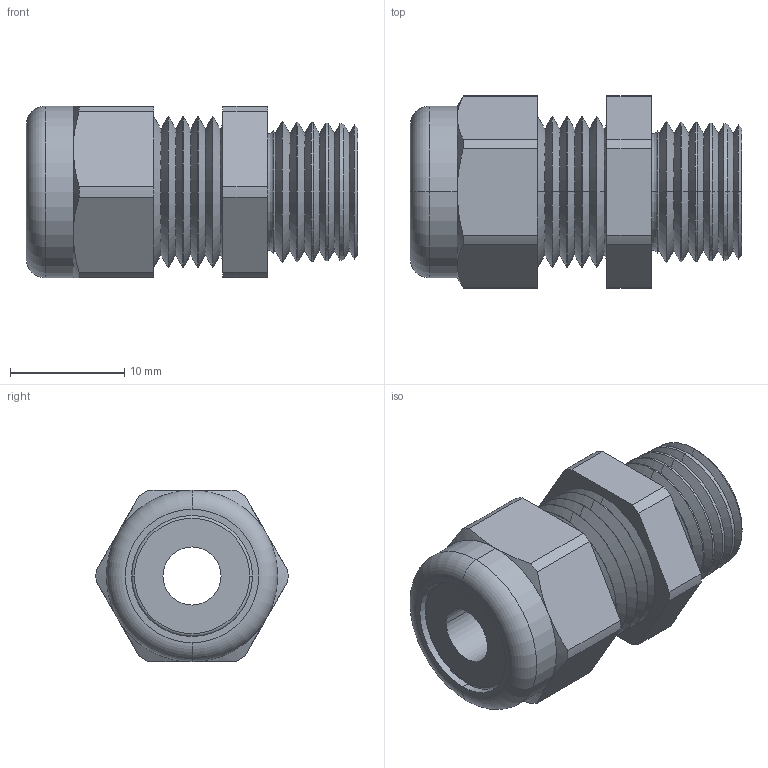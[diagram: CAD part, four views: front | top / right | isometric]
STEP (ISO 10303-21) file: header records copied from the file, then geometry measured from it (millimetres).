
FILE_DESCRIPTION (( 'STEP AP203' ), '1' );
FILE_NAME ('CD07AR-BK.STEP', '2008-06-14T19:55:19', ( 'BSI05' ), ( 'BAYSTATE' ), 'SwSTEP 2.0', 'SolidWorks 2007', '' );
FILE_SCHEMA (( 'CONFIG_CONTROL_DESIGN' ));
Length unit declared in the file: inch
Products named in the file (1): CD07AR-BK
Bounding box: 28.96 x 16.78 x 14.99 mm (x, y, z)
Volume: 3539 mm3; surface area: 3078.2 mm2
Topology: 2 solids, 2 shells, 124 faces, 268 edges, 152 vertices
Faces by surface type: cone 64, cylinder 32, plane 20, torus 8
Entity records: 3445 total; most frequent: DIRECTION 642, CARTESIAN_POINT 601, ORIENTED_EDGE 536, EDGE_CURVE 268, AXIS2_PLACEMENT_3D 261, VERTEX_POINT 152, CIRCLE 136, EDGE_LOOP 132
